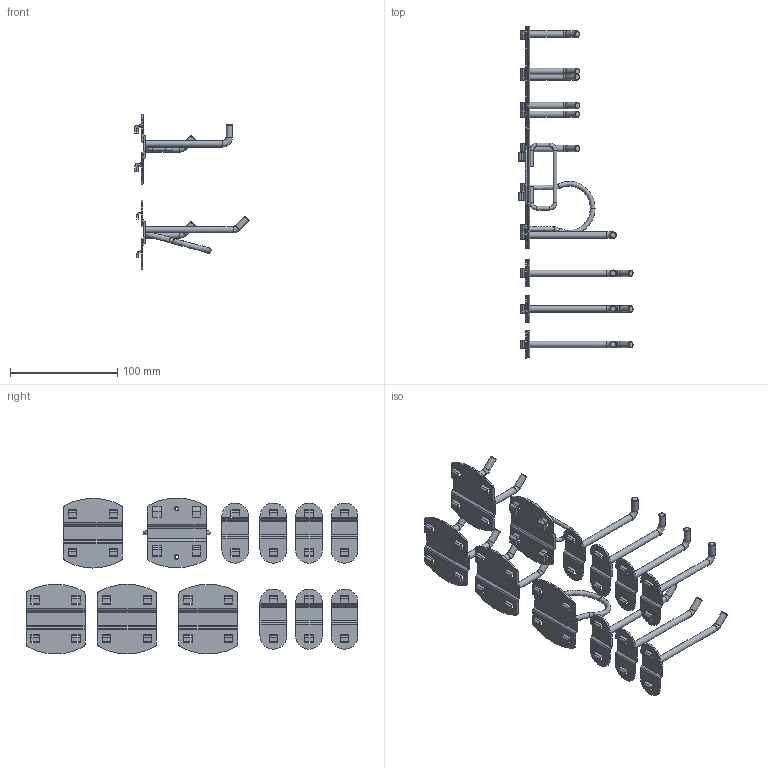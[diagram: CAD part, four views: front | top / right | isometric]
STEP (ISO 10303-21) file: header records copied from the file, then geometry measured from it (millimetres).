
FILE_DESCRIPTION(/* description */ ('Werkzeughaltersortiment'),/* implementation_level */ '2;1');
FILE_NAME(/* name */ 'ZEI_CAD_320607-0-REV00_#SALL_#AIN_#V1.step',/* time_stamp */ '2022-10-10T07:09:11+02:00',/* author */ ('MiniTec'),/* organization */ ('MiniTec GmbH & Co.KG'),/* preprocessor_version */ 'ST-DEVELOPER v18.1',/* originating_system */ 'Autodesk Inventor 2021',/* authorisation */ '');
FILE_SCHEMA (('CONFIG_CONTROL_DESIGN'));
Length unit declared in the file: millimetre
Products named in the file (6): leer; leer_1; leer_2; leer_3; leer_4; leer_5
Assembly tree (12 placements, depth 2):
  leer
    leer_1  x3
    leer_2
    leer_3  x3
    leer_4  x4
    leer_5
Bounding box: 106.52 x 309.47 x 145.44 mm (x, y, z)
Volume: 73214.9 mm3; surface area: 80937.7 mm2
Topology: 12 solids, 12 shells, 873 faces, 2459 edges, 1609 vertices
Faces by surface type: plane 495, cylinder 326, torus 30, cone 12, bspline 10
Full cylindrical faces by diameter (mm): 3.5 x3, 6 x26
Entity records: 16751 total; most frequent: CARTESIAN_POINT 5243, DIRECTION 2333, ORIENTED_EDGE 2302, EDGE_CURVE 1151, AXIS2_PLACEMENT_3D 788, LINE 757, VECTOR 757, VERTEX_POINT 752
